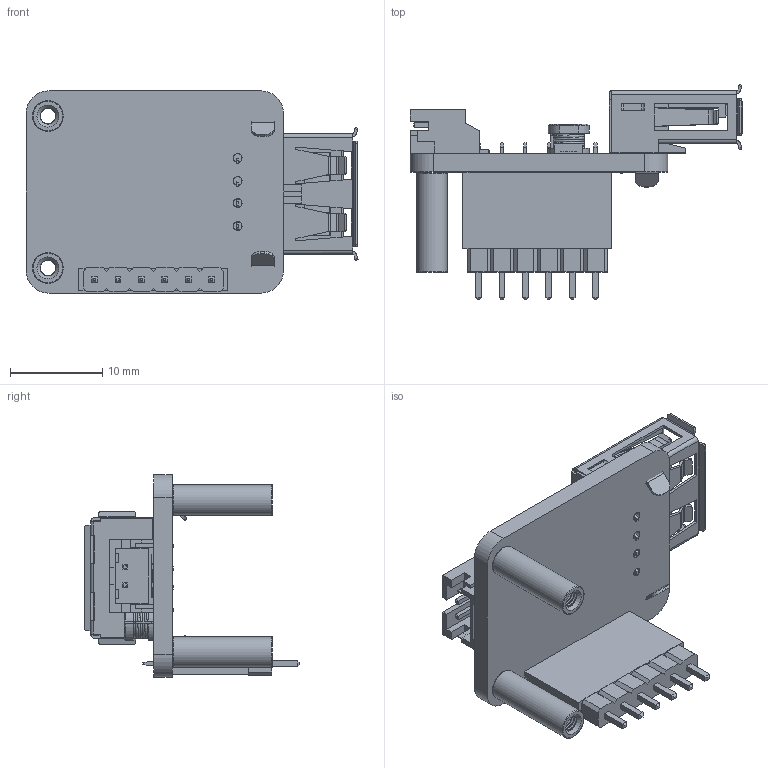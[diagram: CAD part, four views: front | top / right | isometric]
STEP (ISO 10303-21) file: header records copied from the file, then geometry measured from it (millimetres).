
FILE_DESCRIPTION(/* description */ (''),/* implementation_level */ '2;1');
FILE_NAME(/* name */ 'PowerBoost500.step',/* time_stamp */ '2018-09-28T23:29:00+09:00',/* author */ ('sonatine726'),/* organization */ (''),/* preprocessor_version */ 'ST-DEVELOPER v17.2',/* originating_system */ 'Autodesk Translation Framework v7.6.0.251',/* authorisation */ '');
FILE_SCHEMA (('AUTOMOTIVE_DESIGN { 1 0 10303 214 3 1 1 }'));
Products named in the file (38): PowerBoost500; JST_PH_2pin v1; JST-PH 2-Pin Breakout Board (1); S2B-PH-SM4-TB; Inductor v1; SMD_Inductor_CD43; Pinouts_Solid; Wire10; Wire9; Wire8; Wire7; Wire6; Wire5; Wire4; Wire3; Wire2; Wire1; Cylinder; Top_Chamfer_Solid; Foundation_Solid; USBConnector_TypeA v1; femaleThruHoleUSB; spacer_m3_15 v1; spacer_m3_15 v1 (1); QI_Connector_6pin_Female v1; QI_Connector_6pin_male v1; pin_body_Predeterminado; pin_Predeterminado; Board; IC v1; Pads12-15; Body; Pads5-8; Pads1-4; Pad9; Pad11; Pad10; Pin_Index
Assembly tree (42 placements, depth 4):
  PowerBoost500
    JST_PH_2pin v1
      JST-PH 2-Pin Breakout Board (1)
        S2B-PH-SM4-TB
    Inductor v1
      SMD_Inductor_CD43
        Pinouts_Solid
        Wire10
        Wire9
        Wire8
        Wire7
        Wire6
        Wire5
        Wire4
        Wire3
        Wire2
        Wire1
        Cylinder
        Top_Chamfer_Solid
        Foundation_Solid
    USBConnector_TypeA v1
      femaleThruHoleUSB
    spacer_m3_15 v1
    spacer_m3_15 v1 (1)
    QI_Connector_6pin_Female v1
    QI_Connector_6pin_male v1
      pin_Predeterminado  x6
      pin_body_Predeterminado
    Board
    IC v1
      Pads12-15
      Body
      Pads5-8
      Pads1-4
      Pad9
      Pad11
      Pad10
      Pin_Index
Bounding box: 36.08 x 23.36 x 22 mm (x, y, z)
Volume: 2460.4 mm3; surface area: 5482 mm2
Topology: 48 solids, 174 shells, 1350 faces, 3960 edges, 2808 vertices
Faces by surface type: plane 971, cylinder 335, bspline 24, torus 12, cone 8
Full cylindrical faces by diameter (mm): 0.25 x4, 0.762 x6, 0.95 x4, 1.686 x54, 2.057 x54, 2.5 x2, 2.9 x1, 3.333 x2
Entity records: 52549 total; most frequent: CARTESIAN_POINT 17042, ORIENTED_EDGE 6940, DIRECTION 6638, EDGE_CURVE 3814, LINE 2820, VECTOR 2820, VERTEX_POINT 2728, AXIS2_PLACEMENT_3D 1909
